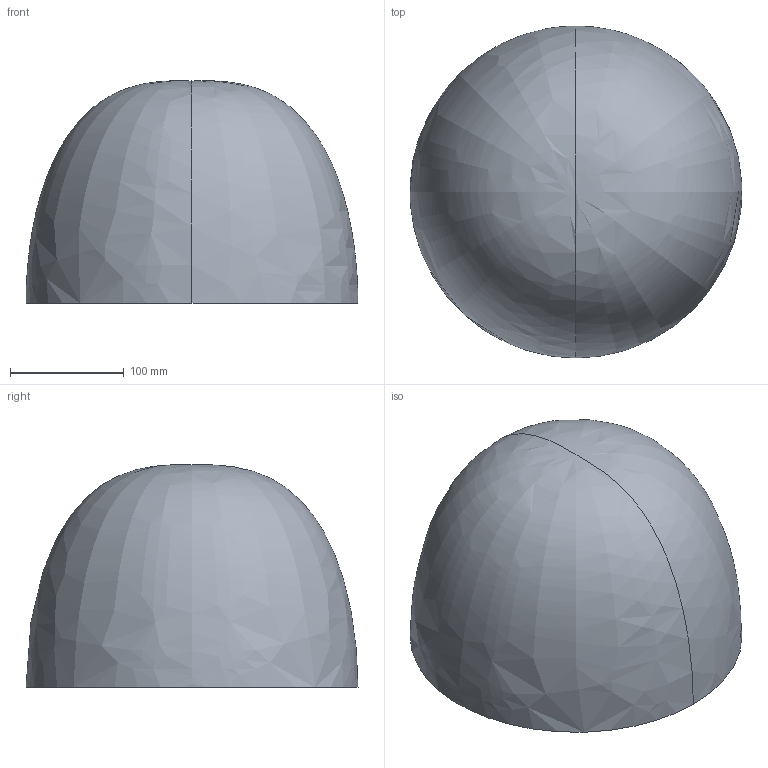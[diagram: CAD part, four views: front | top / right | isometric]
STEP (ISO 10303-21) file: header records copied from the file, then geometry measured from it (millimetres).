
FILE_DESCRIPTION (( 'STEP AP203' ), '1' );
FILE_NAME ('Bow_Hull_Cap_Default_sldprt.STEP', '2020-08-14T00:47:31', ( '' ), ( '' ), 'SwSTEP 2.0', 'SolidWorks 2017', '' );
FILE_SCHEMA (( 'CONFIG_CONTROL_DESIGN' ));
Length unit declared in the file: millimetre
Products named in the file (1): Bow_Hull_Cap_Default_sldprt
Bounding box: 291.98 x 292 x 196 mm (x, y, z)
Volume: 3352023.2 mm3; surface area: 346843.2 mm2
Topology: 1 solids, 1 shells, 53 faces, 156 edges, 102 vertices
Faces by surface type: plane 37, cylinder 12, bspline 4
Entity records: 3609 total; most frequent: CARTESIAN_POINT 2294, ORIENTED_EDGE 304, DIRECTION 220, EDGE_CURVE 152, VERTEX_POINT 102, AXIS2_PLACEMENT_3D 74, LINE 72, VECTOR 72
